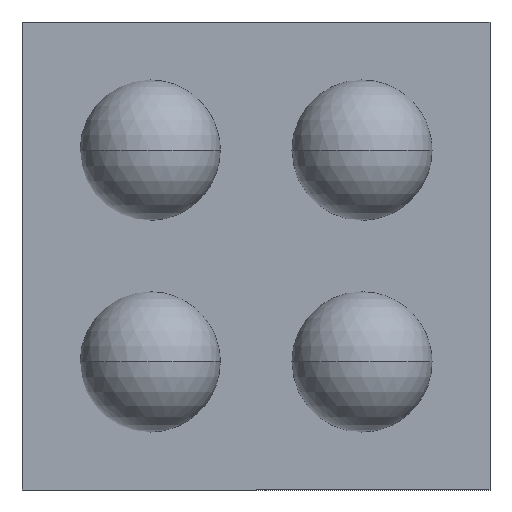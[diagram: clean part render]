
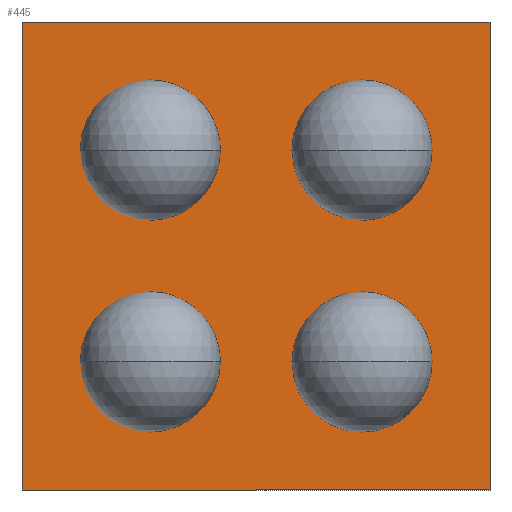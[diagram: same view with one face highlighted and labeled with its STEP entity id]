
A CAD part, front view. The second image highlights one B-rep face of the part: STEP entity #445.
In plain terms, the highlighted planar face has unit normal (0, -1, 0).
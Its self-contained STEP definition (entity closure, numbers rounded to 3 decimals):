
#2 = DIRECTION ( 'NONE',  ( 1., 0., 0. ) ) ;
#14 = PLANE ( 'NONE',  #81 ) ;
#16 = EDGE_CURVE ( 'NONE', #250, #162, #40, .T. ) ;
#27 = DIRECTION ( 'NONE',  ( 0., 0., 1. ) ) ;
#28 = ORIENTED_EDGE ( 'NONE', *, *, #213, .T. ) ;
#40 = LINE ( 'NONE', #354, #181 ) ;
#66 = EDGE_LOOP ( 'NONE', ( #317, #28, #491, #146 ) ) ;
#79 = VERTEX_POINT ( 'NONE', #400 ) ;
#81 = AXIS2_PLACEMENT_3D ( 'NONE', #424, #503, #425 ) ;
#99 = LINE ( 'NONE', #242, #268 ) ;
#119 = LINE ( 'NONE', #288, #470 ) ;
#146 = ORIENTED_EDGE ( 'NONE', *, *, #222, .T. ) ;
#158 = EDGE_CURVE ( 'NONE', #394, #79, #199, .T. ) ;
#162 = VERTEX_POINT ( 'NONE', #245 ) ;
#181 = VECTOR ( 'NONE', #27, 1000. ) ;
#185 = FACE_OUTER_BOUND ( 'NONE', #66, .T. ) ;
#199 = LINE ( 'NONE', #332, #310 ) ;
#213 = EDGE_CURVE ( 'NONE', #79, #250, #99, .T. ) ;
#214 = CARTESIAN_POINT ( 'NONE',  ( -0.442, 0.185, 0.442 ) ) ;
#222 = EDGE_CURVE ( 'NONE', #162, #394, #119, .T. ) ;
#238 = DIRECTION ( 'NONE',  ( 0., 0., -1. ) ) ;
#242 = CARTESIAN_POINT ( 'NONE',  ( 0.442, 0.185, -0.442 ) ) ;
#245 = CARTESIAN_POINT ( 'NONE',  ( 0.442, 0.185, 0.442 ) ) ;
#250 = VERTEX_POINT ( 'NONE', #409 ) ;
#268 = VECTOR ( 'NONE', #2, 1000. ) ;
#288 = CARTESIAN_POINT ( 'NONE',  ( 0.442, 0.185, 0.442 ) ) ;
#310 = VECTOR ( 'NONE', #238, 1000. ) ;
#317 = ORIENTED_EDGE ( 'NONE', *, *, #158, .T. ) ;
#332 = CARTESIAN_POINT ( 'NONE',  ( -0.442, 0.185, 0.442 ) ) ;
#354 = CARTESIAN_POINT ( 'NONE',  ( 0.442, 0.185, 0.442 ) ) ;
#394 = VERTEX_POINT ( 'NONE', #214 ) ;
#400 = CARTESIAN_POINT ( 'NONE',  ( -0.442, 0.185, -0.442 ) ) ;
#409 = CARTESIAN_POINT ( 'NONE',  ( 0.442, 0.185, -0.442 ) ) ;
#424 = CARTESIAN_POINT ( 'NONE',  ( 0., 0.185, 0. ) ) ;
#425 = DIRECTION ( 'NONE',  ( 0., 0., 1. ) ) ;
#445 = ADVANCED_FACE ( 'NONE', ( #185 ), #14, .F. ) ;
#470 = VECTOR ( 'NONE', #489, 1000. ) ;
#489 = DIRECTION ( 'NONE',  ( -1., 0., 0. ) ) ;
#491 = ORIENTED_EDGE ( 'NONE', *, *, #16, .T. ) ;
#503 = DIRECTION ( 'NONE',  ( 0., 1., 0. ) ) ;
